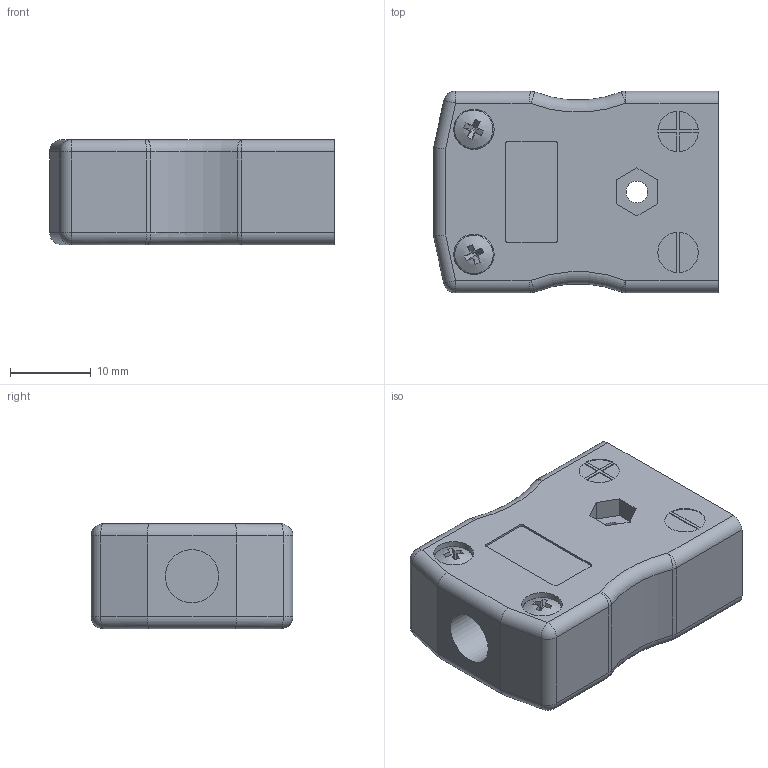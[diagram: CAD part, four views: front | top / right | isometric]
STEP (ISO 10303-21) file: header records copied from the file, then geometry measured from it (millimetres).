
FILE_DESCRIPTION (( 'STEP AP214' ), '1' );
FILE_NAME ('227-Yellow-Standard inline Socket.STEP', '2025-12-17T08:39:42', ( '' ), ( '' ), 'SwSTEP 2.0', 'SolidWorks 2014', '' );
FILE_SCHEMA (( 'AUTOMOTIVE_DESIGN' ));
Length unit declared in the file: millimetre
Products named in the file (5): 159-Standard Inline socket Body_Yellow; 137-M2-5 Phillips head Screw_10.7mm thread; 227-Yellow-Standard inline Socket; 146-Cylindrical Pos Connector; 147-Cylindrical Neg Connector
Assembly tree (7 placements, depth 2):
  227-Yellow-Standard inline Socket
    159-Standard Inline socket Body_Yellow
    137-M2-5 Phillips head Screw_10.7mm thread  x2
    146-Cylindrical Pos Connector  x2
    147-Cylindrical Neg Connector  x2
Bounding box: 35.3 x 25 x 13.07 mm (x, y, z)
Volume: 9779.7 mm3; surface area: 5298.4 mm2
Topology: 7 solids, 7 shells, 279 faces, 672 edges, 424 vertices
Faces by surface type: plane 129, cylinder 126, bspline 10, sphere 8, torus 4, cone 2
Full cylindrical faces by diameter (mm): 2.5 x46, 2.7 x3, 5 x4, 6.6 x2, 7.4 x1
Entity records: 11897 total; most frequent: CARTESIAN_POINT 7581, DIRECTION 874, ORIENTED_EDGE 806, EDGE_CURVE 403, AXIS2_PLACEMENT_3D 312, VERTEX_POINT 261, LINE 250, VECTOR 250
